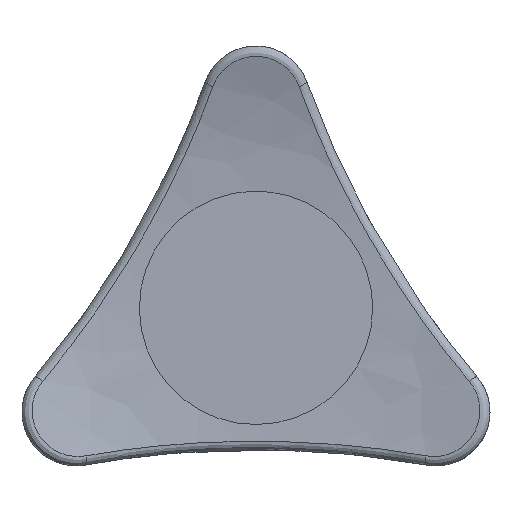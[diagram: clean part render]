
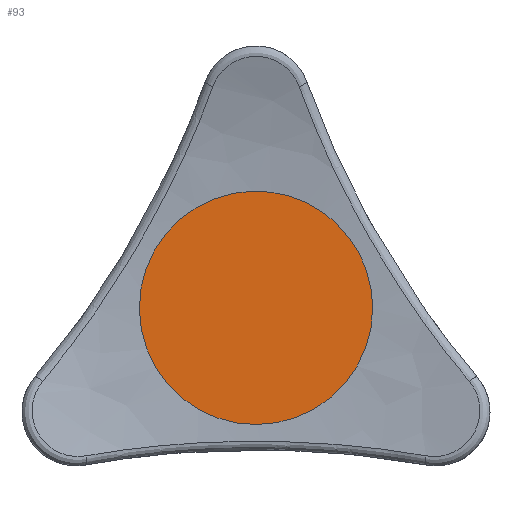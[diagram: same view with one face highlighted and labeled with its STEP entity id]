
A CAD part, top view. The second image highlights one B-rep face of the part: STEP entity #93.
In plain terms, the highlighted planar face has unit normal (0, 0, 1).
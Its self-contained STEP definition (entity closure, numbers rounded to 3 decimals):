
#93 = ADVANCED_FACE( '', ( #211 ), #212, .F. );
#211 = FACE_OUTER_BOUND( '', #1138, .T. );
#212 = PLANE( '', #1139 );
#1138 = EDGE_LOOP( '', ( #3345 ) );
#1139 = AXIS2_PLACEMENT_3D( '', #3346, #3347, #3348 );
#3345 = ORIENTED_EDGE( '', *, *, #3521, .T. );
#3346 = CARTESIAN_POINT( '', ( 0., 0., 20. ) );
#3347 = DIRECTION( '', ( 0., 0., -1. ) );
#3348 = DIRECTION( '', ( -1., 0., 0. ) );
#3521 = EDGE_CURVE( '', #3647, #3647, #3648, .T. );
#3647 = VERTEX_POINT( '', #4203 );
#3648 = CIRCLE( '', #4204, 7.575 );
#4203 = CARTESIAN_POINT( '', ( 7.575, 0., 20. ) );
#4204 = AXIS2_PLACEMENT_3D( '', #5408, #5409, #5410 );
#5408 = CARTESIAN_POINT( '', ( 0., 0., 20. ) );
#5409 = DIRECTION( '', ( 0., 0., 1. ) );
#5410 = DIRECTION( '', ( 1., 0., 0. ) );
